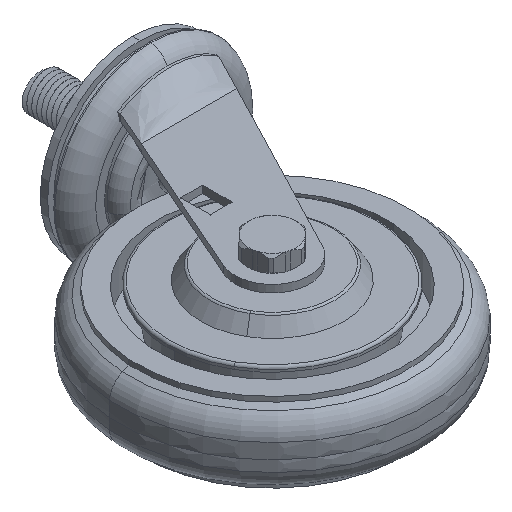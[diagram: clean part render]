
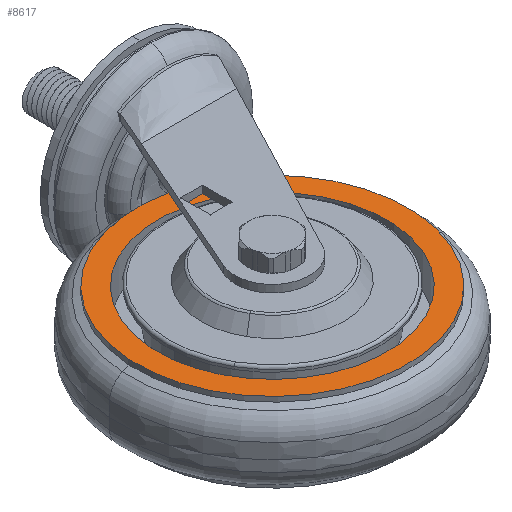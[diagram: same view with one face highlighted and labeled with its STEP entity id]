
A CAD part, isometric view. The second image highlights one B-rep face of the part: STEP entity #8617.
In plain terms, the highlighted face is planar.
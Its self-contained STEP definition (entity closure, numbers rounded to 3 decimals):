
#851 = CARTESIAN_POINT ( 'NONE',  ( -17., 0., 0. ) ) ;
#862 = CIRCLE ( 'NONE', #3733, 55. ) ;
#902 = CARTESIAN_POINT ( 'NONE',  ( -17., 0., 0. ) ) ;
#1233 = DIRECTION ( 'NONE',  ( -1., 0., 0. ) ) ;
#1269 = DIRECTION ( 'NONE',  ( -1., 0., 0. ) ) ;
#1302 = EDGE_CURVE ( 'NONE', #9963, #8172, #862, .T. ) ;
#1353 = PLANE ( 'NONE',  #10837 ) ;
#1931 = DIRECTION ( 'NONE',  ( 0., 0., 1. ) ) ;
#1977 = DIRECTION ( 'NONE',  ( 0., 0., 1. ) ) ;
#3452 = AXIS2_PLACEMENT_3D ( 'NONE', #7622, #1269, #8696 ) ;
#3733 = AXIS2_PLACEMENT_3D ( 'NONE', #7587, #1233, #8659 ) ;
#4336 = CIRCLE ( 'NONE', #3452, 55. ) ;
#5816 = CARTESIAN_POINT ( 'NONE',  ( -17., 0., -55. ) ) ;
#6080 = ORIENTED_EDGE ( 'NONE', *, *, #10476, .F. ) ;
#6635 = CARTESIAN_POINT ( 'NONE',  ( -17., 46.5, 0. ) ) ;
#6984 = CIRCLE ( 'NONE', #10942, 46.5 ) ;
#7345 = ORIENTED_EDGE ( 'NONE', *, *, #8331, .F. ) ;
#7587 = CARTESIAN_POINT ( 'NONE',  ( -17., 0., 0. ) ) ;
#7622 = CARTESIAN_POINT ( 'NONE',  ( -17., 0., 0. ) ) ;
#8129 = ORIENTED_EDGE ( 'NONE', *, *, #11432, .T. ) ;
#8172 = VERTEX_POINT ( 'NONE', #5816 ) ;
#8276 = DIRECTION ( 'NONE',  ( -1., 0., 0. ) ) ;
#8329 = DIRECTION ( 'NONE',  ( -1., 0., 0. ) ) ;
#8331 = EDGE_CURVE ( 'NONE', #9670, #13068, #11779, .T. ) ;
#8359 = CARTESIAN_POINT ( 'NONE',  ( -17., 0., 55. ) ) ;
#8617 = ADVANCED_FACE ( 'NONE', ( #10997, #11134 ), #1353, .F. ) ;
#8659 = DIRECTION ( 'NONE',  ( 0., 0., 1. ) ) ;
#8696 = DIRECTION ( 'NONE',  ( 0., 0., 1. ) ) ;
#8727 = EDGE_LOOP ( 'NONE', ( #9821, #8129 ) ) ;
#8783 = DIRECTION ( 'NONE',  ( 0., 0., -1. ) ) ;
#9075 = CARTESIAN_POINT ( 'NONE',  ( -17., 0., -46.5 ) ) ;
#9250 = EDGE_LOOP ( 'NONE', ( #6080, #7345 ) ) ;
#9670 = VERTEX_POINT ( 'NONE', #9075 ) ;
#9821 = ORIENTED_EDGE ( 'NONE', *, *, #1302, .T. ) ;
#9825 = DIRECTION ( 'NONE',  ( 1., 0., 0. ) ) ;
#9963 = VERTEX_POINT ( 'NONE', #8359 ) ;
#10220 = CARTESIAN_POINT ( 'NONE',  ( -17., 0., 46.5 ) ) ;
#10476 = EDGE_CURVE ( 'NONE', #13068, #9670, #6984, .T. ) ;
#10837 = AXIS2_PLACEMENT_3D ( 'NONE', #6635, #9825, #8783 ) ;
#10942 = AXIS2_PLACEMENT_3D ( 'NONE', #851, #8276, #1931 ) ;
#10997 = FACE_BOUND ( 'NONE', #9250, .T. ) ;
#11103 = AXIS2_PLACEMENT_3D ( 'NONE', #902, #8329, #1977 ) ;
#11134 = FACE_OUTER_BOUND ( 'NONE', #8727, .T. ) ;
#11432 = EDGE_CURVE ( 'NONE', #8172, #9963, #4336, .T. ) ;
#11779 = CIRCLE ( 'NONE', #11103, 46.5 ) ;
#13068 = VERTEX_POINT ( 'NONE', #10220 ) ;
